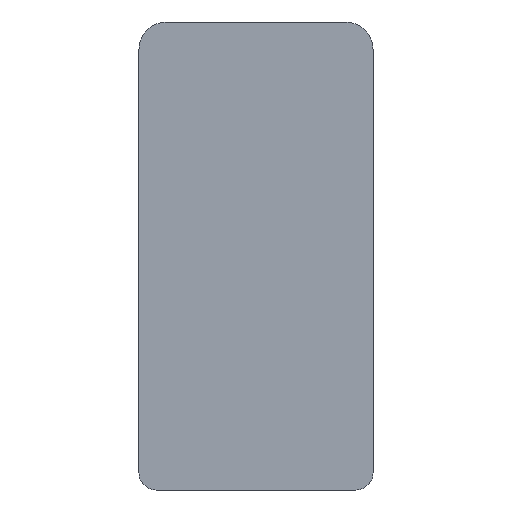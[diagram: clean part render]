
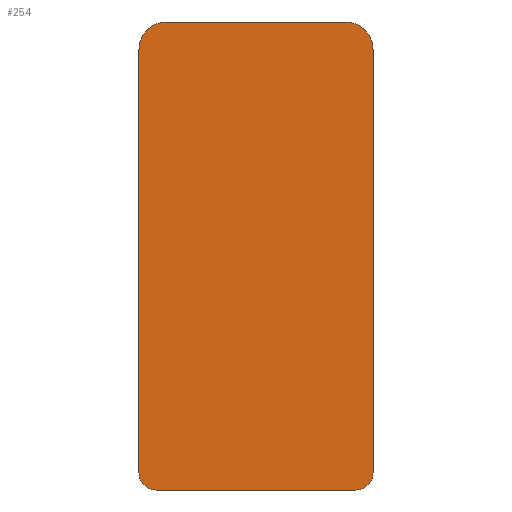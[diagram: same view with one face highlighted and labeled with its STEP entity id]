
A CAD part, front view. The second image highlights one B-rep face of the part: STEP entity #254.
In plain terms, the highlighted planar face has unit normal (0, -1, 0).
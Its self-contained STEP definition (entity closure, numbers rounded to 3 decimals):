
#3 = AXIS2_PLACEMENT_3D ( 'NONE', #138, #134, #72 ) ;
#6 = EDGE_CURVE ( 'NONE', #198, #205, #166, .T. ) ;
#11 = CARTESIAN_POINT ( 'NONE',  ( -24.446, -22.301, 136.5 ) ) ;
#12 = AXIS2_PLACEMENT_3D ( 'NONE', #88, #183, #115 ) ;
#14 = DIRECTION ( 'NONE',  ( 0., 0., 1. ) ) ;
#17 = DIRECTION ( 'NONE',  ( 0., -1., 0. ) ) ;
#18 = CARTESIAN_POINT ( 'NONE',  ( 38.854, -22.301, 0. ) ) ;
#26 = VECTOR ( 'NONE', #118, 1000. ) ;
#27 = ORIENTED_EDGE ( 'NONE', *, *, #125, .T. ) ;
#38 = CARTESIAN_POINT ( 'NONE',  ( -24.446, -22.301, 128.5 ) ) ;
#45 = EDGE_CURVE ( 'NONE', #148, #46, #189, .T. ) ;
#46 = VERTEX_POINT ( 'NONE', #94 ) ;
#47 = EDGE_CURVE ( 'NONE', #55, #79, #250, .T. ) ;
#53 = CIRCLE ( 'NONE', #12, 8. ) ;
#55 = VERTEX_POINT ( 'NONE', #18 ) ;
#62 = DIRECTION ( 'NONE',  ( 0., 1., 0. ) ) ;
#63 = CARTESIAN_POINT ( 'NONE',  ( 43.854, -22.301, 5. ) ) ;
#66 = PLANE ( 'NONE',  #142 ) ;
#67 = CARTESIAN_POINT ( 'NONE',  ( -24.446, -22.301, 0. ) ) ;
#69 = DIRECTION ( 'NONE',  ( 0., 0., 1. ) ) ;
#72 = DIRECTION ( 'NONE',  ( 0., 0., 1. ) ) ;
#74 = ORIENTED_EDGE ( 'NONE', *, *, #47, .T. ) ;
#79 = VERTEX_POINT ( 'NONE', #63 ) ;
#88 = CARTESIAN_POINT ( 'NONE',  ( -16.446, -22.301, 128.5 ) ) ;
#92 = DIRECTION ( 'NONE',  ( 1., 0., 0. ) ) ;
#94 = CARTESIAN_POINT ( 'NONE',  ( -24.446, -22.301, 5. ) ) ;
#97 = EDGE_LOOP ( 'NONE', ( #326, #226, #27, #74, #306, #304, #227, #305 ) ) ;
#103 = VECTOR ( 'NONE', #92, 1000. ) ;
#115 = DIRECTION ( 'NONE',  ( 0., 0., 1. ) ) ;
#116 = LINE ( 'NONE', #268, #26 ) ;
#118 = DIRECTION ( 'NONE',  ( 0., 0., -1. ) ) ;
#125 = EDGE_CURVE ( 'NONE', #206, #55, #317, .T. ) ;
#126 = CIRCLE ( 'NONE', #284, 8. ) ;
#134 = DIRECTION ( 'NONE',  ( 0., -1., 0. ) ) ;
#138 = CARTESIAN_POINT ( 'NONE',  ( 38.854, -22.301, 5. ) ) ;
#140 = CARTESIAN_POINT ( 'NONE',  ( -19.446, -22.301, 5. ) ) ;
#142 = AXIS2_PLACEMENT_3D ( 'NONE', #248, #62, #14 ) ;
#148 = VERTEX_POINT ( 'NONE', #38 ) ;
#163 = DIRECTION ( 'NONE',  ( 1., 0., 0. ) ) ;
#166 = LINE ( 'NONE', #298, #103 ) ;
#169 = EDGE_CURVE ( 'NONE', #198, #148, #53, .T. ) ;
#183 = DIRECTION ( 'NONE',  ( 0., -1., 0. ) ) ;
#188 = CARTESIAN_POINT ( 'NONE',  ( 35.854, -22.301, 128.5 ) ) ;
#189 = LINE ( 'NONE', #11, #303 ) ;
#194 = DIRECTION ( 'NONE',  ( 0., 0., -1. ) ) ;
#198 = VERTEX_POINT ( 'NONE', #286 ) ;
#205 = VERTEX_POINT ( 'NONE', #292 ) ;
#206 = VERTEX_POINT ( 'NONE', #307 ) ;
#226 = ORIENTED_EDGE ( 'NONE', *, *, #239, .T. ) ;
#227 = ORIENTED_EDGE ( 'NONE', *, *, #6, .F. ) ;
#232 = VECTOR ( 'NONE', #163, 1000. ) ;
#239 = EDGE_CURVE ( 'NONE', #46, #206, #261, .T. ) ;
#245 = EDGE_CURVE ( 'NONE', #257, #205, #126, .T. ) ;
#248 = CARTESIAN_POINT ( 'NONE',  ( -24.446, -22.301, 136.5 ) ) ;
#250 = CIRCLE ( 'NONE', #3, 5. ) ;
#252 = FACE_OUTER_BOUND ( 'NONE', #97, .T. ) ;
#254 = ADVANCED_FACE ( 'NONE', ( #252 ), #66, .F. ) ;
#257 = VERTEX_POINT ( 'NONE', #274 ) ;
#261 = CIRCLE ( 'NONE', #299, 5. ) ;
#265 = EDGE_CURVE ( 'NONE', #257, #79, #116, .T. ) ;
#268 = CARTESIAN_POINT ( 'NONE',  ( 43.854, -22.301, 136.5 ) ) ;
#274 = CARTESIAN_POINT ( 'NONE',  ( 43.854, -22.301, 128.5 ) ) ;
#284 = AXIS2_PLACEMENT_3D ( 'NONE', #188, #287, #290 ) ;
#286 = CARTESIAN_POINT ( 'NONE',  ( -16.446, -22.301, 136.5 ) ) ;
#287 = DIRECTION ( 'NONE',  ( 0., -1., 0. ) ) ;
#290 = DIRECTION ( 'NONE',  ( 0., 0., 1. ) ) ;
#292 = CARTESIAN_POINT ( 'NONE',  ( 35.854, -22.301, 136.5 ) ) ;
#298 = CARTESIAN_POINT ( 'NONE',  ( -24.446, -22.301, 136.5 ) ) ;
#299 = AXIS2_PLACEMENT_3D ( 'NONE', #140, #17, #69 ) ;
#303 = VECTOR ( 'NONE', #194, 1000. ) ;
#304 = ORIENTED_EDGE ( 'NONE', *, *, #245, .T. ) ;
#305 = ORIENTED_EDGE ( 'NONE', *, *, #169, .T. ) ;
#306 = ORIENTED_EDGE ( 'NONE', *, *, #265, .F. ) ;
#307 = CARTESIAN_POINT ( 'NONE',  ( -19.446, -22.301, 0. ) ) ;
#317 = LINE ( 'NONE', #67, #232 ) ;
#326 = ORIENTED_EDGE ( 'NONE', *, *, #45, .T. ) ;
